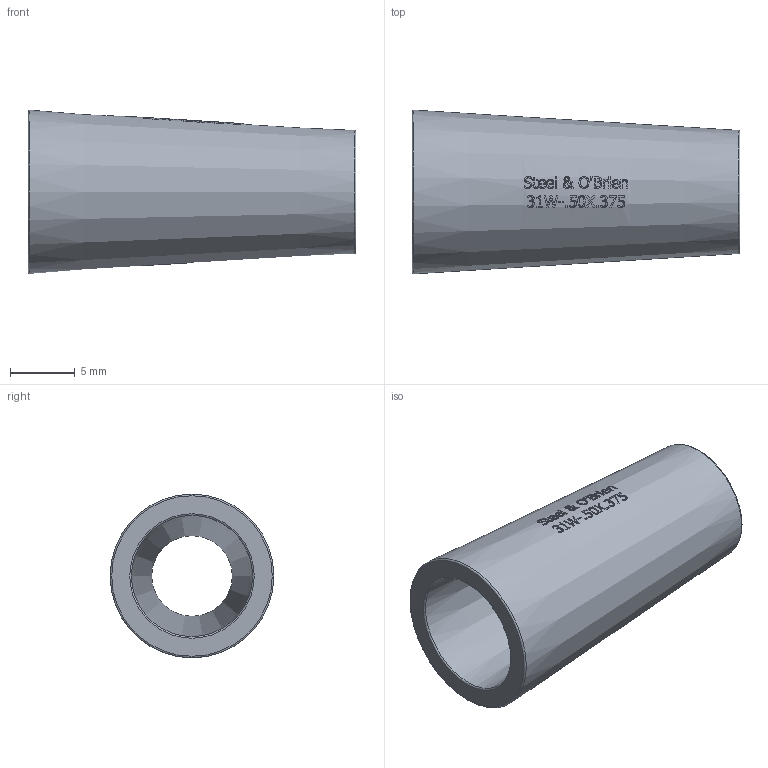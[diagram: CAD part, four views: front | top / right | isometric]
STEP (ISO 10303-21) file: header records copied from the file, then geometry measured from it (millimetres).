
FILE_DESCRIPTION(/* description */ (''),/* implementation_level */ '2;1');
FILE_NAME(/* name */ '31W-.50X.375.stp',/* time_stamp */ '2019-08-02T13:30:49-04:00',/* author */ ('rick'),/* organization */ (''),/* preprocessor_version */ 'ST-DEVELOPER v15.2',/* originating_system */ 'Autodesk Inventor 2014',/* authorisation */ '');
FILE_SCHEMA (('AUTOMOTIVE_DESIGN { 1 0 10303 214 3 1 1 }'));
Length unit declared in the file: inch
Products named in the file (1): 31W-.50X.375
Bounding box: 25.4 x 12.68 x 12.68 mm (x, y, z)
Volume: 1245.5 mm3; surface area: 1615.5 mm2
Topology: 1 solids, 1 shells, 403 faces, 1094 edges, 728 vertices
Faces by surface type: bspline 196, plane 166, cone 37, torus 4
Entity records: 16222 total; most frequent: CARTESIAN_POINT 7181, ORIENTED_EDGE 2176, DIRECTION 1296, EDGE_CURVE 1088, VERTEX_POINT 728, LINE 512, VECTOR 512, EDGE_LOOP 446
